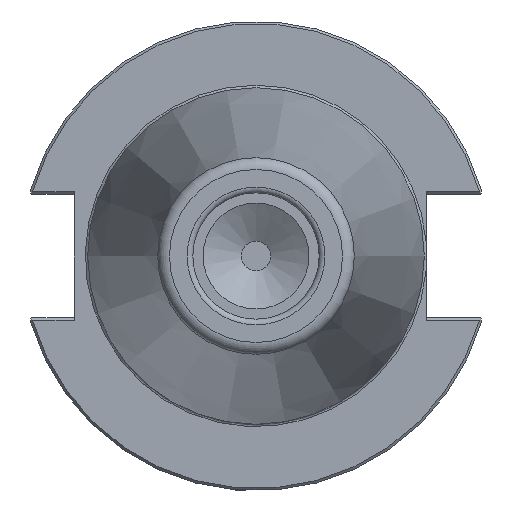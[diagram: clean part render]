
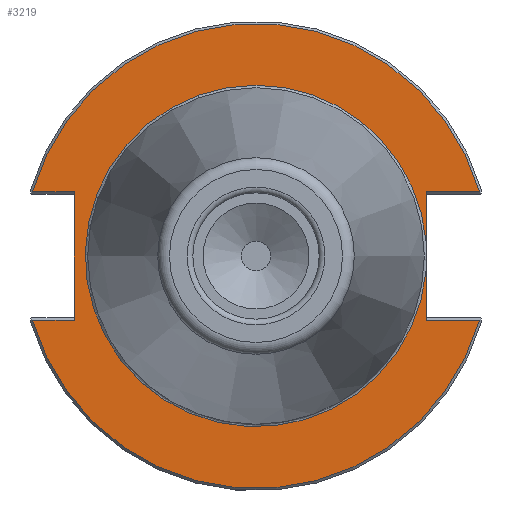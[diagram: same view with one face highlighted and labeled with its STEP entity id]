
A CAD part, left-side view. The second image highlights one B-rep face of the part: STEP entity #3219.
In plain terms, the highlighted planar face has unit normal (-1, 0, 0).
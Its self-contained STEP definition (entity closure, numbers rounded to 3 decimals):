
#183=CIRCLE('',#3497,48.25);
#184=CIRCLE('',#3500,48.25);
#185=CIRCLE('',#3501,35.429);
#186=CIRCLE('',#3502,35.429);
#330=FACE_OUTER_BOUND('',#529,.T.);
#529=EDGE_LOOP('',(#2335,#2336,#2337,#2338,#2339,#2340,#2341,#2342,#2343,
#2344,#2345));
#741=LINE('',#5065,#1015);
#749=LINE('',#5107,#1023);
#750=LINE('',#5112,#1024);
#751=LINE('',#5114,#1025);
#752=LINE('',#5115,#1026);
#753=LINE('',#5117,#1027);
#754=LINE('',#5122,#1028);
#1015=VECTOR('',#4002,10.);
#1023=VECTOR('',#4024,10.);
#1024=VECTOR('',#4029,10.);
#1025=VECTOR('',#4030,10.);
#1026=VECTOR('',#4031,10.);
#1027=VECTOR('',#4032,10.);
#1028=VECTOR('',#4037,10.);
#1372=VERTEX_POINT('',#5060);
#1373=VERTEX_POINT('',#5064);
#1381=VERTEX_POINT('',#5089);
#1382=VERTEX_POINT('',#5093);
#1385=VERTEX_POINT('',#5105);
#1386=VERTEX_POINT('',#5109);
#1387=VERTEX_POINT('',#5111);
#1388=VERTEX_POINT('',#5113);
#1389=VERTEX_POINT('',#5116);
#1390=VERTEX_POINT('',#5118);
#1391=VERTEX_POINT('',#5120);
#1724=EDGE_CURVE('',#1372,#1373,#741,.T.);
#1735=EDGE_CURVE('',#1381,#1382,#183,.T.);
#1740=EDGE_CURVE('',#1385,#1381,#749,.T.);
#1741=EDGE_CURVE('',#1386,#1372,#184,.T.);
#1742=EDGE_CURVE('',#1387,#1386,#750,.T.);
#1743=EDGE_CURVE('',#1387,#1388,#751,.T.);
#1744=EDGE_CURVE('',#1382,#1388,#752,.T.);
#1745=EDGE_CURVE('',#1385,#1389,#753,.T.);
#1746=EDGE_CURVE('',#1389,#1390,#185,.T.);
#1747=EDGE_CURVE('',#1390,#1391,#186,.T.);
#1748=EDGE_CURVE('',#1391,#1373,#754,.T.);
#2335=ORIENTED_EDGE('',*,*,#1724,.F.);
#2336=ORIENTED_EDGE('',*,*,#1741,.F.);
#2337=ORIENTED_EDGE('',*,*,#1742,.F.);
#2338=ORIENTED_EDGE('',*,*,#1743,.T.);
#2339=ORIENTED_EDGE('',*,*,#1744,.F.);
#2340=ORIENTED_EDGE('',*,*,#1735,.F.);
#2341=ORIENTED_EDGE('',*,*,#1740,.F.);
#2342=ORIENTED_EDGE('',*,*,#1745,.T.);
#2343=ORIENTED_EDGE('',*,*,#1746,.T.);
#2344=ORIENTED_EDGE('',*,*,#1747,.T.);
#2345=ORIENTED_EDGE('',*,*,#1748,.T.);
#3070=PLANE('',#3499);
#3219=ADVANCED_FACE('',(#330),#3070,.T.);
#3497=AXIS2_PLACEMENT_3D('',#5094,#4018,#4019);
#3499=AXIS2_PLACEMENT_3D('',#5108,#4025,#4026);
#3500=AXIS2_PLACEMENT_3D('',#5110,#4027,#4028);
#3501=AXIS2_PLACEMENT_3D('',#5119,#4033,#4034);
#3502=AXIS2_PLACEMENT_3D('',#5121,#4035,#4036);
#4002=DIRECTION('',(0.,1.,0.));
#4018=DIRECTION('center_axis',(1.,0.,0.));
#4019=DIRECTION('ref_axis',(0.,0.,-1.));
#4024=DIRECTION('',(0.,-1.,0.));
#4025=DIRECTION('center_axis',(-1.,0.,0.));
#4026=DIRECTION('ref_axis',(0.,0.,1.));
#4027=DIRECTION('center_axis',(1.,0.,0.));
#4028=DIRECTION('ref_axis',(0.,0.,-1.));
#4029=DIRECTION('',(0.,1.,0.));
#4030=DIRECTION('',(0.,0.,-1.));
#4031=DIRECTION('',(0.,-1.,0.));
#4032=DIRECTION('',(0.,0.,1.));
#4033=DIRECTION('center_axis',(1.,0.,0.));
#4034=DIRECTION('ref_axis',(0.,0.,-1.));
#4035=DIRECTION('center_axis',(1.,0.,0.));
#4036=DIRECTION('ref_axis',(0.,0.,-1.));
#4037=DIRECTION('',(0.,0.,1.));
#5060=CARTESIAN_POINT('',(3.175,-46.373,13.325));
#5064=CARTESIAN_POINT('',(3.175,-35.3,13.325));
#5065=CARTESIAN_POINT('',(3.175,6.475,13.325));
#5089=CARTESIAN_POINT('',(3.175,-46.373,-13.325));
#5093=CARTESIAN_POINT('',(3.175,46.373,-13.325));
#5094=CARTESIAN_POINT('Origin',(3.175,0.,
0.));
#5105=CARTESIAN_POINT('',(3.175,-35.3,-13.325));
#5107=CARTESIAN_POINT('',(3.175,-13.707,-13.325));
#5108=CARTESIAN_POINT('Origin',(3.175,48.25,0.));
#5109=CARTESIAN_POINT('',(3.175,46.373,13.325));
#5110=CARTESIAN_POINT('Origin',(3.175,0.,
0.));
#5111=CARTESIAN_POINT('',(3.175,37.7,13.325));
#5112=CARTESIAN_POINT('',(3.175,61.395,13.325));
#5113=CARTESIAN_POINT('',(3.175,37.7,-13.325));
#5114=CARTESIAN_POINT('',(3.175,37.7,6.413));
#5115=CARTESIAN_POINT('',(3.175,42.975,-13.325));
#5116=CARTESIAN_POINT('',(3.175,-35.3,-3.016));
#5117=CARTESIAN_POINT('',(3.175,-35.3,-6.413));
#5118=CARTESIAN_POINT('',(3.175,0.,35.429));
#5119=CARTESIAN_POINT('Origin',(3.175,0.,
0.));
#5120=CARTESIAN_POINT('',(3.175,-35.3,3.016));
#5121=CARTESIAN_POINT('Origin',(3.175,0.,
0.));
#5122=CARTESIAN_POINT('',(3.175,-35.3,-6.413));
